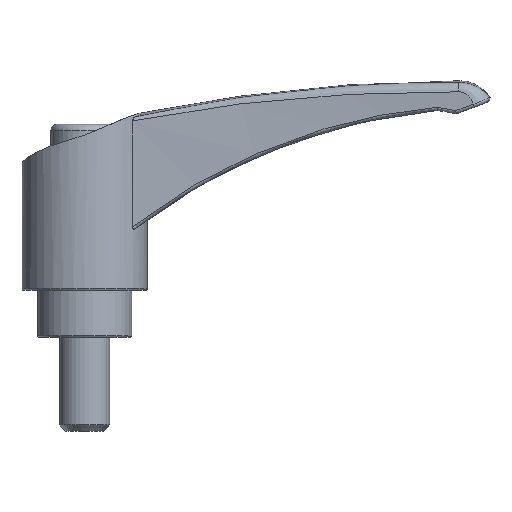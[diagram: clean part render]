
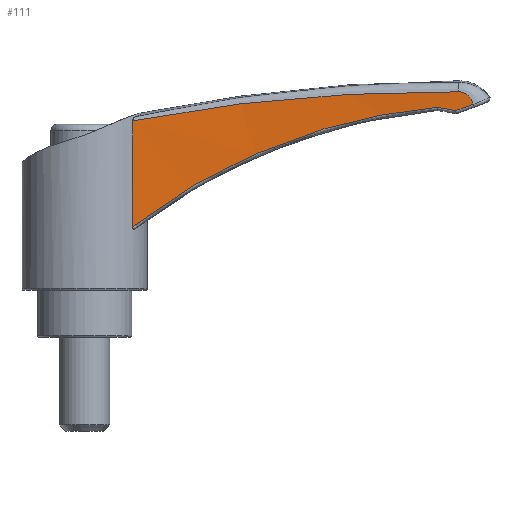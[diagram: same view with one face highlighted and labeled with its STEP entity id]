
A CAD part, front view. The second image highlights one B-rep face of the part: STEP entity #111.
In plain terms, the highlighted cylindrical face has radius 455.21 mm (diameter 910.421 mm), a partial arc.
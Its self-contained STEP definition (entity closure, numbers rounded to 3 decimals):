
#111 = ADVANCED_FACE( '', ( #249 ), #250, .F. );
#249 = FACE_OUTER_BOUND( '', #1620, .T. );
#250 = CYLINDRICAL_SURFACE( '', #1621, 455.21 );
#1620 = EDGE_LOOP( '', ( #2803, #2804, #2805, #2806, #2807, #2808 ) );
#1621 = AXIS2_PLACEMENT_3D( '', #2809, #2810, #2811 );
#2803 = ORIENTED_EDGE( '', *, *, #3088, .F. );
#2804 = ORIENTED_EDGE( '', *, *, #3081, .T. );
#2805 = ORIENTED_EDGE( '', *, *, #3047, .T. );
#2806 = ORIENTED_EDGE( '', *, *, #3034, .T. );
#2807 = ORIENTED_EDGE( '', *, *, #3106, .T. );
#2808 = ORIENTED_EDGE( '', *, *, #3107, .T. );
#2809 = CARTESIAN_POINT( '', ( 32.47, -460.96, 0. ) );
#2810 = DIRECTION( '', ( 0., 0., -1. ) );
#2811 = DIRECTION( '', ( 1., 0., 0. ) );
#3034 = EDGE_CURVE( '', #3206, #3204, #3207, .T. );
#3047 = EDGE_CURVE( '', #3226, #3206, #3227, .T. );
#3081 = EDGE_CURVE( '', #3278, #3226, #3279, .T. );
#3088 = EDGE_CURVE( '', #3278, #3288, #3289, .T. );
#3106 = EDGE_CURVE( '', #3204, #3316, #3317, .T. );
#3107 = EDGE_CURVE( '', #3316, #3288, #3318, .T. );
#3204 = VERTEX_POINT( '', #3761 );
#3206 = VERTEX_POINT( '', #3768 );
#3207 = B_SPLINE_CURVE_WITH_KNOTS( '', 3, ( #3769, #3770, #3771, #3772 ), .UNSPECIFIED., .F., .F., ( 4, 4 ), ( 0., 0.003 ), .UNSPECIFIED. );
#3226 = VERTEX_POINT( '', #3921 );
#3227 = B_SPLINE_CURVE_WITH_KNOTS( '', 3, ( #3922, #3923, #3924, #3925 ), .UNSPECIFIED., .F., .F., ( 4, 4 ), ( 0., 0.003 ), .UNSPECIFIED. );
#3278 = VERTEX_POINT( '', #4396 );
#3279 = B_SPLINE_CURVE_WITH_KNOTS( '', 3, ( #4397, #4398, #4399, #4400, #4401, #4402, #4403, #4404, #4405, #4406, #4407, #4408, #4409, #4410, #4411, #4412, #4413, #4414, #4415, #4416, #4417, #4418, #4419, #4420, #4421, #4422, #4423 ), .UNSPECIFIED., .F., .F., ( 4, 1, 1, 1, 1, 1, 2, 1, 2, 2, 1, 2, 1, 1, 1, 1, 1, 1, 1, 1, 4 ), ( 0., 0.003, 0.007, 0.01, 0.013, 0.017, 0.02, 0.021, 0.021, 0.021, 0.022, 0.023, 0.027, 0.03, 0.033, 0.037, 0.04, 0.043, 0.047, 0.05, 0.053 ), .UNSPECIFIED. );
#3288 = VERTEX_POINT( '', #4524 );
#3289 = B_SPLINE_CURVE_WITH_KNOTS( '', 3, ( #4525, #4526, #4527, #4528 ), .UNSPECIFIED., .F., .F., ( 4, 4 ), ( 0.036, 0.975 ), .UNSPECIFIED. );
#3316 = VERTEX_POINT( '', #4775 );
#3317 = B_SPLINE_CURVE_WITH_KNOTS( '', 3, ( #4776, #4777, #4778, #4779, #4780, #4781, #4782, #4783, #4784, #4785, #4786, #4787, #4788, #4789, #4790, #4791 ), .UNSPECIFIED., .F., .F., ( 4, 1, 1, 1, 1, 1, 1, 1, 1, 1, 1, 1, 1, 4 ), ( 0.145, 0.178, 0.211, 0.244, 0.304, 0.364, 0.427, 0.491, 0.618, 0.746, 0.81, 0.873, 0.936, 1. ), .UNSPECIFIED. );
#3318 = B_SPLINE_CURVE_WITH_KNOTS( '', 3, ( #4792, #4793, #4794, #4795, #4796, #4797, #4798, #4799, #4800, #4801, #4802, #4803, #4804, #4805, #4806, #4807, #4808, #4809, #4810, #4811, #4812 ), .UNSPECIFIED., .F., .F., ( 4, 1, 1, 1, 1, 1, 1, 1, 1, 1, 1, 1, 1, 1, 1, 1, 1, 1, 4 ), ( 0., 0.028, 0.056, 0.084, 0.112, 0.139, 0.167, 0.195, 0.223, 0.25, 0.376, 0.5, 0.625, 0.749, 0.8, 0.851, 0.901, 0.951, 1. ), .UNSPECIFIED. );
#3761 = CARTESIAN_POINT( '', ( 62.085, -6.714, 29.721 ) );
#3768 = CARTESIAN_POINT( '', ( 59.287, -6.541, 28.71 ) );
#3769 = CARTESIAN_POINT( '', ( 59.287, -6.541, 28.71 ) );
#3770 = CARTESIAN_POINT( '', ( 60.22, -6.596, 29.048 ) );
#3771 = CARTESIAN_POINT( '', ( 61.153, -6.654, 29.384 ) );
#3772 = CARTESIAN_POINT( '', ( 62.085, -6.714, 29.721 ) );
#3921 = CARTESIAN_POINT( '', ( 56.402, -6.38, 29.23 ) );
#3922 = CARTESIAN_POINT( '', ( 56.402, -6.38, 29.23 ) );
#3923 = CARTESIAN_POINT( '', ( 57.364, -6.43, 29.057 ) );
#3924 = CARTESIAN_POINT( '', ( 58.326, -6.484, 28.884 ) );
#3925 = CARTESIAN_POINT( '', ( 59.287, -6.541, 28.71 ) );
#4396 = CARTESIAN_POINT( '', ( 7.662, -6.426, 10.14 ) );
#4397 = CARTESIAN_POINT( '', ( 7.662, -6.426, 10.14 ) );
#4398 = CARTESIAN_POINT( '', ( 8.543, -6.378, 10.821 ) );
#4399 = CARTESIAN_POINT( '', ( 10.326, -6.286, 12.149 ) );
#4400 = CARTESIAN_POINT( '', ( 13.062, -6.161, 14.039 ) );
#4401 = CARTESIAN_POINT( '', ( 15.86, -6.05, 15.828 ) );
#4402 = CARTESIAN_POINT( '', ( 18.72, -5.955, 17.516 ) );
#4403 = CARTESIAN_POINT( '', ( 21.641, -5.876, 19.103 ) );
#4404 = CARTESIAN_POINT( '', ( 23.631, -5.835, 20.093 ) );
#4405 = CARTESIAN_POINT( '', ( 24.887, -5.813, 20.691 ) );
#4406 = CARTESIAN_POINT( '', ( 25.202, -5.808, 20.839 ) );
#4407 = CARTESIAN_POINT( '', ( 25.518, -5.803, 20.985 ) );
#4408 = CARTESIAN_POINT( '', ( 25.644, -5.801, 21.043 ) );
#4409 = CARTESIAN_POINT( '', ( 25.707, -5.8, 21.073 ) );
#4410 = CARTESIAN_POINT( '', ( 25.897, -5.797, 21.16 ) );
#4411 = CARTESIAN_POINT( '', ( 26.531, -5.788, 21.449 ) );
#4412 = CARTESIAN_POINT( '', ( 27.166, -5.781, 21.73 ) );
#4413 = CARTESIAN_POINT( '', ( 28.695, -5.765, 22.392 ) );
#4414 = CARTESIAN_POINT( '', ( 30.743, -5.75, 23.234 ) );
#4415 = CARTESIAN_POINT( '', ( 33.846, -5.749, 24.383 ) );
#4416 = CARTESIAN_POINT( '', ( 36.978, -5.769, 25.419 ) );
#4417 = CARTESIAN_POINT( '', ( 40.141, -5.811, 26.341 ) );
#4418 = CARTESIAN_POINT( '', ( 43.332, -5.876, 27.15 ) );
#4419 = CARTESIAN_POINT( '', ( 46.554, -5.964, 27.847 ) );
#4420 = CARTESIAN_POINT( '', ( 49.805, -6.076, 28.43 ) );
#4421 = CARTESIAN_POINT( '', ( 53.086, -6.213, 28.898 ) );
#4422 = CARTESIAN_POINT( '', ( 55.293, -6.321, 29.133 ) );
#4423 = CARTESIAN_POINT( '', ( 56.402, -6.38, 29.23 ) );
#4524 = CARTESIAN_POINT( '', ( 7.662, -6.426, 27.061 ) );
#4525 = CARTESIAN_POINT( '', ( 7.662, -6.426, 10.14 ) );
#4526 = CARTESIAN_POINT( '', ( 7.662, -6.426, 15.781 ) );
#4527 = CARTESIAN_POINT( '', ( 7.662, -6.426, 21.421 ) );
#4528 = CARTESIAN_POINT( '', ( 7.662, -6.426, 27.061 ) );
#4775 = CARTESIAN_POINT( '', ( 59.677, -6.564, 31.703 ) );
#4776 = CARTESIAN_POINT( '', ( 62.085, -6.714, 29.721 ) );
#4777 = CARTESIAN_POINT( '', ( 62.075, -6.714, 29.763 ) );
#4778 = CARTESIAN_POINT( '', ( 62.055, -6.712, 29.848 ) );
#4779 = CARTESIAN_POINT( '', ( 62.017, -6.71, 29.971 ) );
#4780 = CARTESIAN_POINT( '', ( 61.961, -6.706, 30.127 ) );
#4781 = CARTESIAN_POINT( '', ( 61.881, -6.701, 30.31 ) );
#4782 = CARTESIAN_POINT( '', ( 61.766, -6.694, 30.521 ) );
#4783 = CARTESIAN_POINT( '', ( 61.623, -6.684, 30.721 ) );
#4784 = CARTESIAN_POINT( '', ( 61.405, -6.671, 30.974 ) );
#4785 = CARTESIAN_POINT( '', ( 61.089, -6.65, 31.251 ) );
#4786 = CARTESIAN_POINT( '', ( 60.723, -6.628, 31.461 ) );
#4787 = CARTESIAN_POINT( '', ( 60.413, -6.608, 31.585 ) );
#4788 = CARTESIAN_POINT( '', ( 60.172, -6.594, 31.652 ) );
#4789 = CARTESIAN_POINT( '', ( 59.926, -6.579, 31.694 ) );
#4790 = CARTESIAN_POINT( '', ( 59.76, -6.569, 31.7 ) );
#4791 = CARTESIAN_POINT( '', ( 59.677, -6.564, 31.703 ) );
#4792 = CARTESIAN_POINT( '', ( 59.677, -6.564, 31.703 ) );
#4793 = CARTESIAN_POINT( '', ( 59.189, -6.535, 31.706 ) );
#4794 = CARTESIAN_POINT( '', ( 58.215, -6.478, 31.712 ) );
#4795 = CARTESIAN_POINT( '', ( 56.755, -6.398, 31.711 ) );
#4796 = CARTESIAN_POINT( '', ( 55.297, -6.322, 31.703 ) );
#4797 = CARTESIAN_POINT( '', ( 53.841, -6.251, 31.687 ) );
#4798 = CARTESIAN_POINT( '', ( 52.388, -6.185, 31.665 ) );
#4799 = CARTESIAN_POINT( '', ( 50.937, -6.124, 31.635 ) );
#4800 = CARTESIAN_POINT( '', ( 49.489, -6.068, 31.597 ) );
#4801 = CARTESIAN_POINT( '', ( 48.043, -6.016, 31.553 ) );
#4802 = CARTESIAN_POINT( '', ( 44.893, -5.913, 31.439 ) );
#4803 = CARTESIAN_POINT( '', ( 40.066, -5.798, 31.197 ) );
#4804 = CARTESIAN_POINT( '', ( 33.538, -5.736, 30.713 ) );
#4805 = CARTESIAN_POINT( '', ( 27.051, -5.767, 30.07 ) );
#4806 = CARTESIAN_POINT( '', ( 21.849, -5.866, 29.418 ) );
#4807 = CARTESIAN_POINT( '', ( 17.96, -5.979, 28.856 ) );
#4808 = CARTESIAN_POINT( '', ( 15.351, -6.069, 28.449 ) );
#4809 = CARTESIAN_POINT( '', ( 12.766, -6.174, 28.014 ) );
#4810 = CARTESIAN_POINT( '', ( 10.204, -6.292, 27.556 ) );
#4811 = CARTESIAN_POINT( '', ( 8.507, -6.382, 27.226 ) );
#4812 = CARTESIAN_POINT( '', ( 7.662, -6.426, 27.061 ) );
